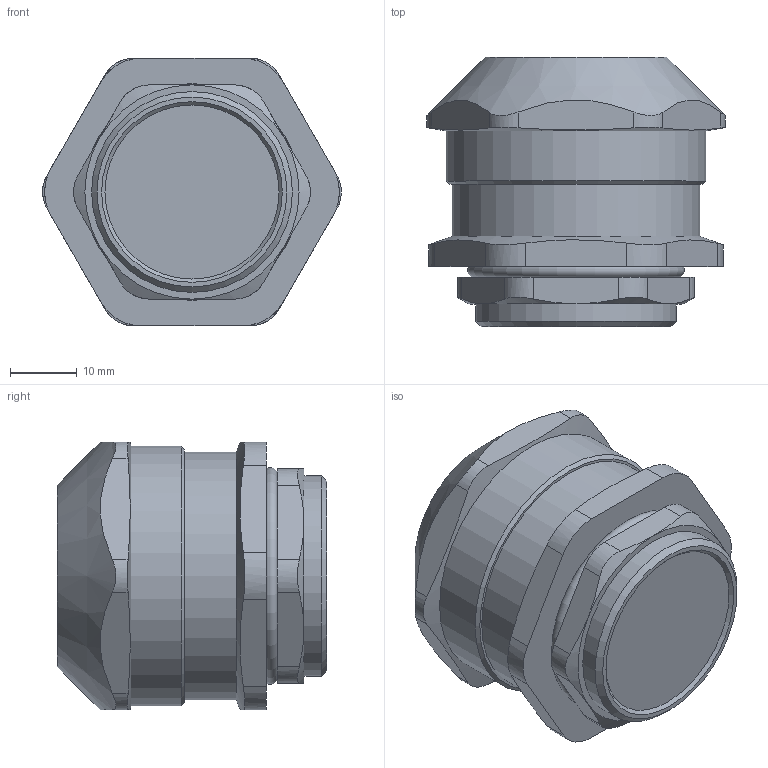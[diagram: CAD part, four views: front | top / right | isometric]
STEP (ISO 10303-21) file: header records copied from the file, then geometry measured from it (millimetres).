
FILE_DESCRIPTION(/* description */ (''),/* implementation_level */ '2;1');
FILE_NAME(/* name */ '',/* time_stamp */ '2023-10-20T13:12:27+07:00',/* author */ ('zeta-09'),/* organization */ (''),/* preprocessor_version */ 'ST-DEVELOPER v19.2',/* originating_system */ 'Autodesk Inventor 2024',/* authorisation */ '');
FILE_SCHEMA (('AUTOMOTIVE_DESIGN { 1 0 10303 214 3 1 1 }'));
Length unit declared in the file: millimetre
Products named in the file (1): Деталь2
Bounding box: 44.64 x 40.25 x 40 mm (x, y, z)
Volume: 42510 mm3; surface area: 7624.4 mm2
Topology: 1 solids, 1 shells, 61 faces, 151 edges, 98 vertices
Faces by surface type: plane 26, cylinder 21, cone 12, torus 2
Full cylindrical faces by diameter (mm): 30 x1, 37 x1, 38.8 x1
Entity records: 2125 total; most frequent: CARTESIAN_POINT 663, ORIENTED_EDGE 302, DIRECTION 255, EDGE_CURVE 151, AXIS2_PLACEMENT_3D 99, VERTEX_POINT 98, EDGE_LOOP 67, FACE_OUTER_BOUND 61
